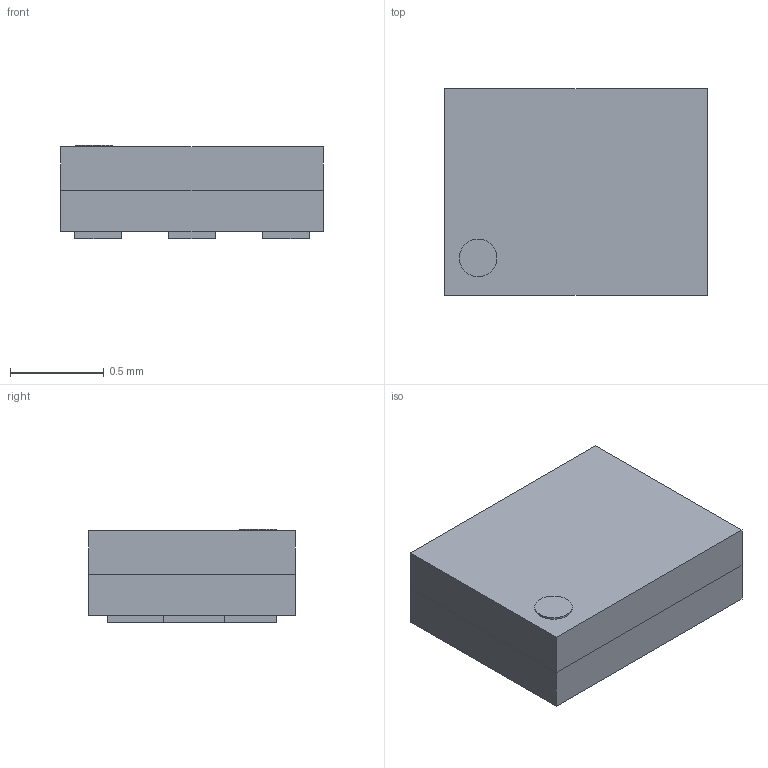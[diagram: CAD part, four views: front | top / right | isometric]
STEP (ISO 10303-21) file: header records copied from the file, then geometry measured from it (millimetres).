
FILE_DESCRIPTION(/* description */ (''),/* implementation_level */ '2;1');
FILE_NAME(/* name */ 'B8328.stp',/* time_stamp */ '2017-02-14T22:23:26-05:00',/* author */ (''),/* organization */ (''),/* preprocessor_version */ 'ST-DEVELOPER v16.5',/* originating_system */ 'Autodesk Translation Framework v5.2.0.2920',/* authorisation */ '');
FILE_SCHEMA (('AUTOMOTIVE_DESIGN { 1 0 10303 214 3 1 1 }'));
Length unit declared in the file: millimetre
Products named in the file (7): B8328 v5; Component1; Component2; Component3; Component5; Component6; Component4
Assembly tree (7 placements, depth 2):
  B8328 v5
    Component1
    Component2
    Component3
    Component4  x2
    Component5
    Component6
Bounding box: 1.4 x 1.1 x 0.5 mm (x, y, z)
Volume: 0.7 mm3; surface area: 9.5 mm2
Topology: 8 solids, 8 shells, 45 faces, 87 edges, 58 vertices
Faces by surface type: plane 44, cylinder 1
Full cylindrical faces by diameter (mm): 0.2 x1
Entity records: 1141 total; most frequent: DIRECTION 182, CARTESIAN_POINT 177, ORIENTED_EDGE 148, EDGE_CURVE 74, LINE 72, VECTOR 72, AXIS2_PLACEMENT_3D 55, VERTEX_POINT 50
